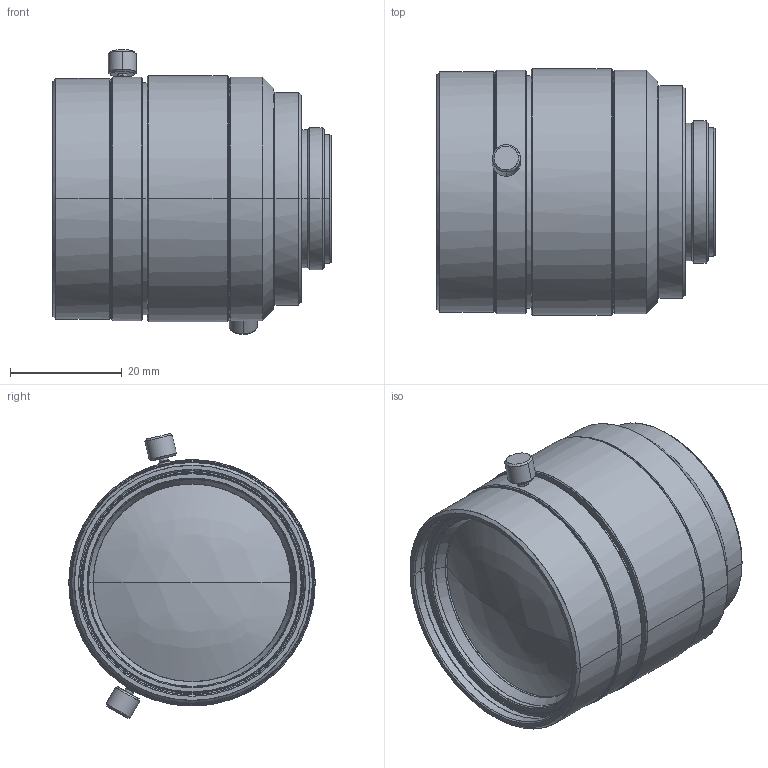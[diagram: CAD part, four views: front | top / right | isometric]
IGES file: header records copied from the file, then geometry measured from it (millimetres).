
Global section: file name: O-C4-S-50-18.igs; native system: HarmonyWare Translators; preprocessor: HarmonyWare IGES v1.7.11; date: 20160525.171015; units: millimetre
Bounding box: 49.7 x 44 x 50.86 mm (x, y, z)
Surface area: 11242 mm2 (no closed solid volume)
Topology: 0 solids, 0 shells, 134 faces, 834 edges, 834 vertices
Faces by surface type: bspline 134
